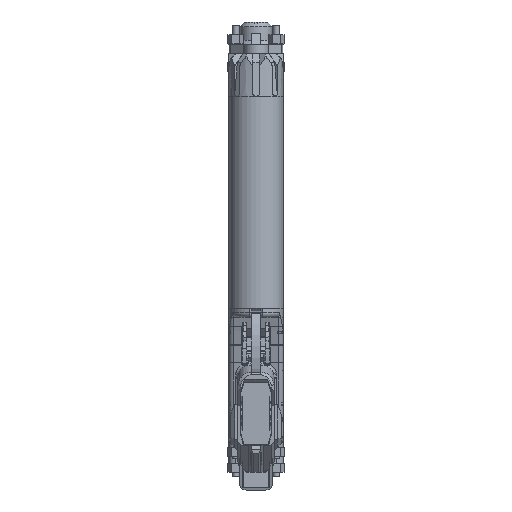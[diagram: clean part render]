
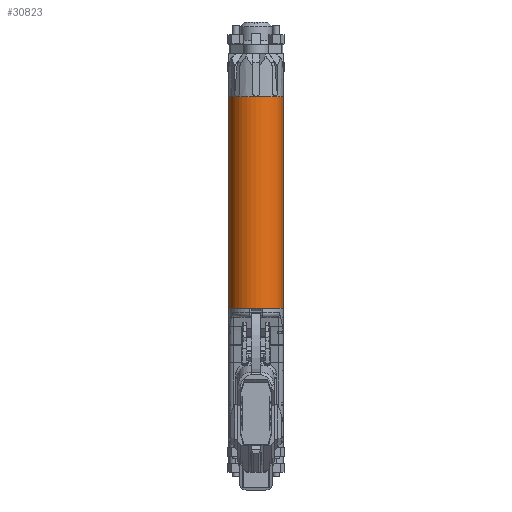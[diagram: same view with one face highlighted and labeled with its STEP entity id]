
A CAD part, front view. The second image highlights one B-rep face of the part: STEP entity #30823.
In plain terms, the highlighted cylindrical face has radius 19.05 mm (diameter 38.1 mm), a full revolution.
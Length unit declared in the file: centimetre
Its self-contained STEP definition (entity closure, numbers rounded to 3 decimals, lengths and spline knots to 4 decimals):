
#8348=CYLINDRICAL_SURFACE('',#32778,1.905);
#9248=VERTEX_POINT('',#49259);
#9249=VERTEX_POINT('',#49261);
#11941=CIRCLE('',#32779,1.905);
#11942=CIRCLE('',#32780,1.905);
#13382=EDGE_CURVE('',#9248,#9248,#11941,.T.);
#13383=EDGE_CURVE('',#9249,#9249,#11942,.T.);
#18666=ORIENTED_EDGE('',*,*,#13382,.T.);
#18667=ORIENTED_EDGE('',*,*,#13383,.T.);
#26780=EDGE_LOOP('',(#18666));
#26781=EDGE_LOOP('',(#18667));
#28836=FACE_BOUND('',#26780,.T.);
#28837=FACE_BOUND('',#26781,.T.);
#30823=ADVANCED_FACE('',(#28836,#28837),#8348,.T.);
#32778=AXIS2_PLACEMENT_3D('',#49257,#36229,#36230);
#32779=AXIS2_PLACEMENT_3D('',#49258,#36231,#36232);
#32780=AXIS2_PLACEMENT_3D('',#49260,#36233,#36234);
#36229=DIRECTION('',(0.,0.,1.));
#36230=DIRECTION('',(1.905,0.,0.));
#36231=DIRECTION('',(0.,0.,-1.));
#36232=DIRECTION('',(1.905,0.,0.));
#36233=DIRECTION('',(0.,0.,1.));
#36234=DIRECTION('',(1.905,0.,0.));
#49257=CARTESIAN_POINT('',(0.,0.,0.));
#49258=CARTESIAN_POINT('',(0.,0.,14.9225));
#49259=CARTESIAN_POINT('',(1.905,0.,14.9225));
#49260=CARTESIAN_POINT('',(0.,0.,0.));
#49261=CARTESIAN_POINT('',(1.905,0.,0.));
